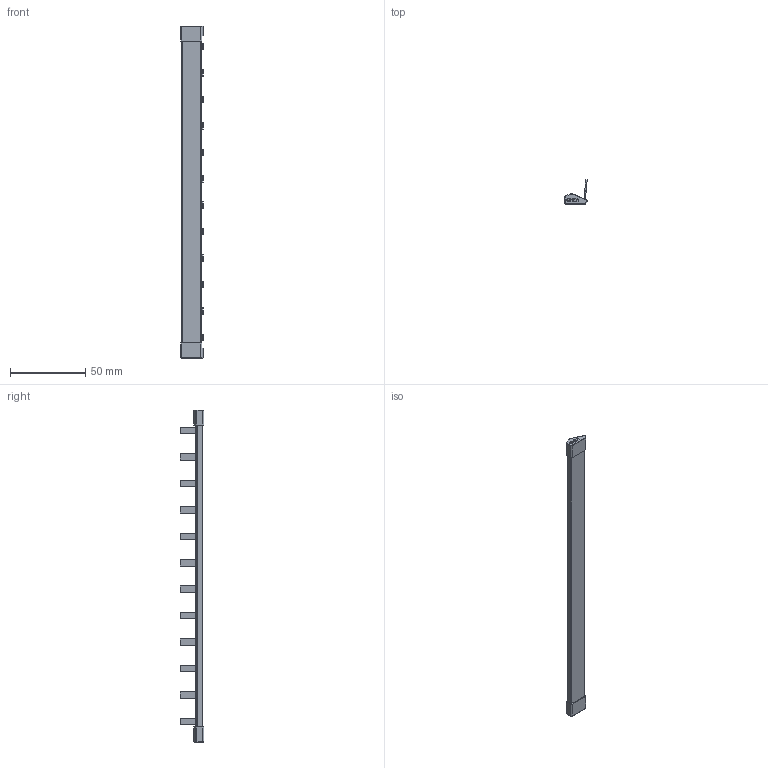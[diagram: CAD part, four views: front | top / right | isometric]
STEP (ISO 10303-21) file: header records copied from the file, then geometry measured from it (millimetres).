
FILE_DESCRIPTION (( 'STEP AP203' ), '1' );
FILE_NAME ('Monofaze Müþterek W Otomat Barasý - 12 Modül-- ONKA- 3006.STEP', '2019-02-22T12:31:20', ( '' ), ( '' ), 'SwSTEP 2.0', 'SolidWorks 2011', '' );
FILE_SCHEMA (( 'CONFIG_CONTROL_DESIGN' ));
Length unit declared in the file: millimetre
Products named in the file (1): Monofaze Müþterek W Otomat Barasý - 12 Modül-- ONKA- 3006
Bounding box: 14.83 x 15.84 x 220.8 mm (x, y, z)
Volume: 10840.7 mm3; surface area: 10404.7 mm2
Topology: 1 solids, 1 shells, 639 faces, 1845 edges, 1219 vertices
Faces by surface type: plane 555, cylinder 56, bspline 28
Entity records: 22172 total; most frequent: CARTESIAN_POINT 5398, ORIENTED_EDGE 3690, DIRECTION 3125, EDGE_CURVE 1845, VECTOR 1681, LINE 1681, VERTEX_POINT 1219, AXIS2_PLACEMENT_3D 722
